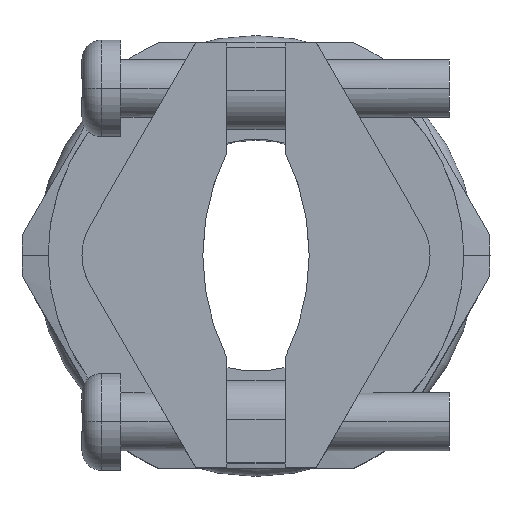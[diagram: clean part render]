
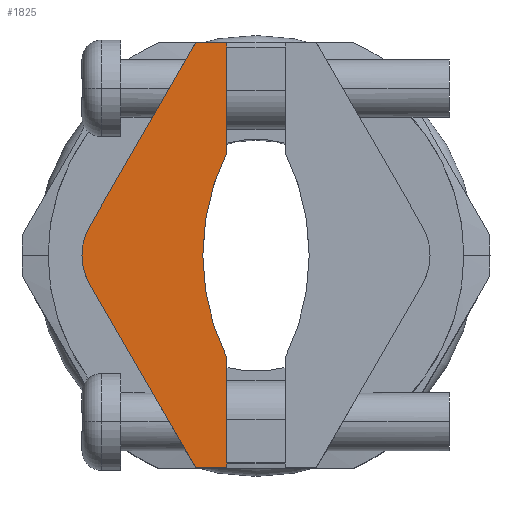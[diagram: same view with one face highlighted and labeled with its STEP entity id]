
A CAD part, top view. The second image highlights one B-rep face of the part: STEP entity #1825.
In plain terms, the highlighted planar face has unit normal (0, 0, 1).
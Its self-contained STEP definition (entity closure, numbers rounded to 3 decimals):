
#18 = LINE ( 'NONE', #4868, #4880 ) ;
#55 = LINE ( 'NONE', #140, #138 ) ;
#56 = DIRECTION ( 'NONE',  ( 0., 1., 0. ) ) ;
#58 = VECTOR ( 'NONE', #56, 1000. ) ;
#59 = CARTESIAN_POINT ( 'NONE',  ( -1.5, 5.333, 33.8 ) ) ;
#137 = DIRECTION ( 'NONE',  ( 0., 1., 0. ) ) ;
#138 = VECTOR ( 'NONE', #137, 1000. ) ;
#140 = CARTESIAN_POINT ( 'NONE',  ( -1.5, -5.333, 33.8 ) ) ;
#210 = CARTESIAN_POINT ( 'NONE',  ( -1.5, -5.333, 33.8 ) ) ;
#990 = CARTESIAN_POINT ( 'NONE',  ( -1.5, -11., 33.8 ) ) ;
#1202 = CIRCLE ( 'NONE', #1258, 3. ) ;
#1204 = CARTESIAN_POINT ( 'NONE',  ( 9.25, 0., 33.8 ) ) ;
#1255 = DIRECTION ( 'NONE',  ( 0., 0., 1. ) ) ;
#1256 = CARTESIAN_POINT ( 'NONE',  ( -6., 0., 33.8 ) ) ;
#1258 = AXIS2_PLACEMENT_3D ( 'NONE', #1256, #1255, #1271 ) ;
#1264 = DIRECTION ( 'NONE',  ( 1., 0., 0. ) ) ;
#1265 = DIRECTION ( 'NONE',  ( 0., 0., -1. ) ) ;
#1270 = CIRCLE ( 'NONE', #1300, 12. ) ;
#1271 = DIRECTION ( 'NONE',  ( 1., 0., 0. ) ) ;
#1300 = AXIS2_PLACEMENT_3D ( 'NONE', #1204, #1265, #1264 ) ;
#1478 = CARTESIAN_POINT ( 'NONE',  ( -8.598, -1.5, 33.8 ) ) ;
#1675 = CARTESIAN_POINT ( 'NONE',  ( -9., 0., 33.8 ) ) ;
#1771 = ORIENTED_EDGE ( 'NONE', *, *, #1823, .T. ) ;
#1823 = EDGE_CURVE ( 'NONE', #2440, #1978, #3828, .T. ) ;
#1825 = ADVANCED_FACE ( 'NONE', ( #3718 ), #3845, .T. ) ;
#1826 = ORIENTED_EDGE ( 'NONE', *, *, #1828, .T. ) ;
#1827 = ORIENTED_EDGE ( 'NONE', *, *, #1846, .T. ) ;
#1828 = EDGE_CURVE ( 'NONE', #2798, #2796, #3732, .T. ) ;
#1846 = EDGE_CURVE ( 'NONE', #1978, #2790, #3868, .T. ) ;
#1847 = VERTEX_POINT ( 'NONE', #3671 ) ;
#1849 = EDGE_CURVE ( 'NONE', #2978, #2393, #3829, .T. ) ;
#1899 = EDGE_CURVE ( 'NONE', #2845, #2932, #3946, .T. ) ;
#1901 = ORIENTED_EDGE ( 'NONE', *, *, #1942, .T. ) ;
#1907 = ORIENTED_EDGE ( 'NONE', *, *, #2931, .T. ) ;
#1909 = ORIENTED_EDGE ( 'NONE', *, *, #1966, .T. ) ;
#1910 = ORIENTED_EDGE ( 'NONE', *, *, #1899, .T. ) ;
#1921 = ORIENTED_EDGE ( 'NONE', *, *, #1983, .T. ) ;
#1928 = ORIENTED_EDGE ( 'NONE', *, *, #2936, .T. ) ;
#1929 = ORIENTED_EDGE ( 'NONE', *, *, #2481, .T. ) ;
#1930 = ORIENTED_EDGE ( 'NONE', *, *, #1849, .T. ) ;
#1937 = ORIENTED_EDGE ( 'NONE', *, *, #2940, .T. ) ;
#1938 = ORIENTED_EDGE ( 'NONE', *, *, #2814, .T. ) ;
#1942 = EDGE_CURVE ( 'NONE', #1980, #2429, #3906, .T. ) ;
#1966 = EDGE_CURVE ( 'NONE', #2829, #1847, #3895, .T. ) ;
#1978 = VERTEX_POINT ( 'NONE', #4119 ) ;
#1979 = EDGE_LOOP ( 'NONE', ( #1827, #1937, #1826, #1938, #1930, #1929, #1928, #1910, #1907, #1909, #1921, #1901, #1995, #1771 ) ) ;
#1980 = VERTEX_POINT ( 'NONE', #4127 ) ;
#1983 = EDGE_CURVE ( 'NONE', #1847, #1980, #4239, .T. ) ;
#1995 = ORIENTED_EDGE ( 'NONE', *, *, #2478, .T. ) ;
#2393 = VERTEX_POINT ( 'NONE', #4583 ) ;
#2394 = VERTEX_POINT ( 'NONE', #4517 ) ;
#2429 = VERTEX_POINT ( 'NONE', #1675 ) ;
#2440 = VERTEX_POINT ( 'NONE', #1478 ) ;
#2478 = EDGE_CURVE ( 'NONE', #2429, #2440, #1202, .T. ) ;
#2481 = EDGE_CURVE ( 'NONE', #2393, #2394, #1270, .T. ) ;
#2790 = VERTEX_POINT ( 'NONE', #990 ) ;
#2796 = VERTEX_POINT ( 'NONE', #4670 ) ;
#2798 = VERTEX_POINT ( 'NONE', #4637 ) ;
#2814 = EDGE_CURVE ( 'NONE', #2796, #2978, #4640, .T. ) ;
#2829 = VERTEX_POINT ( 'NONE', #4700 ) ;
#2845 = VERTEX_POINT ( 'NONE', #4811 ) ;
#2931 = EDGE_CURVE ( 'NONE', #2932, #2829, #4869, .T. ) ;
#2932 = VERTEX_POINT ( 'NONE', #4870 ) ;
#2936 = EDGE_CURVE ( 'NONE', #2394, #2845, #18, .T. ) ;
#2940 = EDGE_CURVE ( 'NONE', #2790, #2798, #55, .T. ) ;
#2978 = VERTEX_POINT ( 'NONE', #210 ) ;
#3671 = CARTESIAN_POINT ( 'NONE',  ( -3.113, 11., 33.8 ) ) ;
#3674 = CARTESIAN_POINT ( 'NONE',  ( 9.25, 0., 33.8 ) ) ;
#3686 = DIRECTION ( 'NONE',  ( 1., 0., 0. ) ) ;
#3687 = DIRECTION ( 'NONE',  ( 0., 0., -1. ) ) ;
#3695 = AXIS2_PLACEMENT_3D ( 'NONE', #3674, #3687, #3686 ) ;
#3713 = CARTESIAN_POINT ( 'NONE',  ( -6., 0., 33.8 ) ) ;
#3718 = FACE_OUTER_BOUND ( 'NONE', #1979, .T. ) ;
#3732 = LINE ( 'NONE', #3818, #3817 ) ;
#3816 = DIRECTION ( 'NONE',  ( 0., 1., 0. ) ) ;
#3817 = VECTOR ( 'NONE', #3816, 1000. ) ;
#3818 = CARTESIAN_POINT ( 'NONE',  ( -1.5, -5.333, 33.8 ) ) ;
#3821 = DIRECTION ( 'NONE',  ( 1., 0., 0. ) ) ;
#3822 = DIRECTION ( 'NONE',  ( 0., 0., 1. ) ) ;
#3824 = AXIS2_PLACEMENT_3D ( 'NONE', #3713, #3822, #3821 ) ;
#3825 = DIRECTION ( 'NONE',  ( 0.5, -0.866, 0. ) ) ;
#3826 = VECTOR ( 'NONE', #3825, 1000. ) ;
#3827 = CARTESIAN_POINT ( 'NONE',  ( -3.113, -11., 33.8 ) ) ;
#3828 = LINE ( 'NONE', #3827, #3826 ) ;
#3829 = CIRCLE ( 'NONE', #3695, 12. ) ;
#3845 = PLANE ( 'NONE',  #3824 ) ;
#3865 = DIRECTION ( 'NONE',  ( 1., 0., 0. ) ) ;
#3866 = VECTOR ( 'NONE', #3865, 1000. ) ;
#3867 = CARTESIAN_POINT ( 'NONE',  ( -1.5, -11., 33.8 ) ) ;
#3868 = LINE ( 'NONE', #3867, #3866 ) ;
#3888 = DIRECTION ( 'NONE',  ( -1., 0., 0. ) ) ;
#3889 = VECTOR ( 'NONE', #3888, 1000. ) ;
#3894 = CARTESIAN_POINT ( 'NONE',  ( -1.5, 11., 33.8 ) ) ;
#3895 = LINE ( 'NONE', #3894, #3889 ) ;
#3903 = DIRECTION ( 'NONE',  ( 1., 0., 0. ) ) ;
#3904 = DIRECTION ( 'NONE',  ( 0., 0., 1. ) ) ;
#3905 = CARTESIAN_POINT ( 'NONE',  ( -6., 0., 33.8 ) ) ;
#3906 = CIRCLE ( 'NONE', #3916, 3. ) ;
#3916 = AXIS2_PLACEMENT_3D ( 'NONE', #3905, #3904, #3903 ) ;
#3943 = DIRECTION ( 'NONE',  ( 0., 1., 0. ) ) ;
#3944 = VECTOR ( 'NONE', #3943, 1000. ) ;
#3945 = CARTESIAN_POINT ( 'NONE',  ( -1.5, 5.333, 33.8 ) ) ;
#3946 = LINE ( 'NONE', #3945, #3944 ) ;
#4119 = CARTESIAN_POINT ( 'NONE',  ( -3.113, -11., 33.8 ) ) ;
#4127 = CARTESIAN_POINT ( 'NONE',  ( -8.598, 1.5, 33.8 ) ) ;
#4236 = DIRECTION ( 'NONE',  ( -0.5, -0.866, 0. ) ) ;
#4237 = VECTOR ( 'NONE', #4236, 1000. ) ;
#4238 = CARTESIAN_POINT ( 'NONE',  ( -3.113, 11., 33.8 ) ) ;
#4239 = LINE ( 'NONE', #4238, #4237 ) ;
#4517 = CARTESIAN_POINT ( 'NONE',  ( -1.5, 5.333, 33.8 ) ) ;
#4583 = CARTESIAN_POINT ( 'NONE',  ( -2.75, 0., 33.8 ) ) ;
#4637 = CARTESIAN_POINT ( 'NONE',  ( -1.5, -10.75, 33.8 ) ) ;
#4638 = VECTOR ( 'NONE', #4697, 1000. ) ;
#4639 = CARTESIAN_POINT ( 'NONE',  ( -1.5, -5.333, 33.8 ) ) ;
#4640 = LINE ( 'NONE', #4639, #4638 ) ;
#4670 = CARTESIAN_POINT ( 'NONE',  ( -1.5, -7.177, 33.8 ) ) ;
#4697 = DIRECTION ( 'NONE',  ( 0., 1., 0. ) ) ;
#4700 = CARTESIAN_POINT ( 'NONE',  ( -1.5, 11., 33.8 ) ) ;
#4811 = CARTESIAN_POINT ( 'NONE',  ( -1.5, 7.177, 33.8 ) ) ;
#4868 = CARTESIAN_POINT ( 'NONE',  ( -1.5, 5.333, 33.8 ) ) ;
#4869 = LINE ( 'NONE', #59, #58 ) ;
#4870 = CARTESIAN_POINT ( 'NONE',  ( -1.5, 10.75, 33.8 ) ) ;
#4879 = DIRECTION ( 'NONE',  ( 0., 1., 0. ) ) ;
#4880 = VECTOR ( 'NONE', #4879, 1000. ) ;
